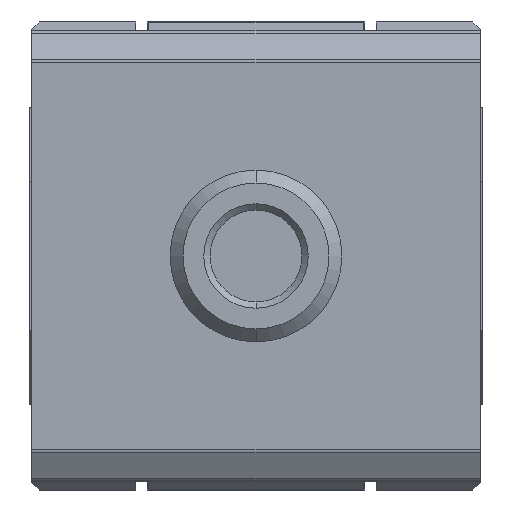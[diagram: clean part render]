
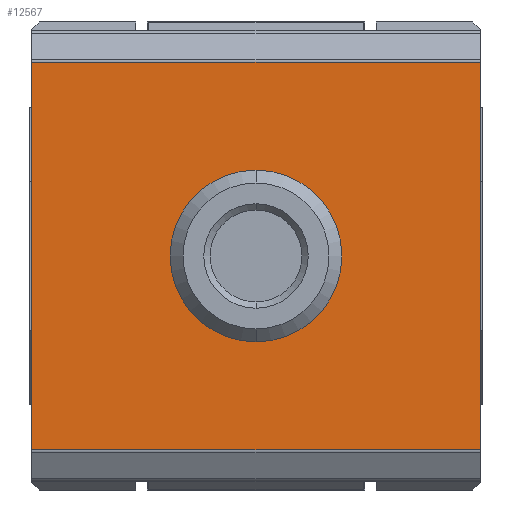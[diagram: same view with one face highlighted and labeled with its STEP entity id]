
A CAD part, front view. The second image highlights one B-rep face of the part: STEP entity #12567.
In plain terms, the highlighted planar face has unit normal (0, -1, 0).
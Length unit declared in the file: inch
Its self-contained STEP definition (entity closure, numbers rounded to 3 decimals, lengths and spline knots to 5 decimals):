
#932 = DIRECTION ( 'NONE',  ( -1., 0., 0. ) ) ;
#1190 = AXIS2_PLACEMENT_3D ( 'NONE', #11807, #29360, #37750 ) ;
#1681 = CARTESIAN_POINT ( 'NONE',  ( 0.82283, -1.00787, -0.71021 ) ) ;
#5337 = LINE ( 'NONE', #16794, #12403 ) ;
#5936 = CARTESIAN_POINT ( 'NONE',  ( 0.82283, -1.00787, 0.71021 ) ) ;
#7017 = CARTESIAN_POINT ( 'NONE',  ( 0., -1.00787, 0.31496 ) ) ;
#8210 = DIRECTION ( 'NONE',  ( 0., 0., -1. ) ) ;
#8496 = VECTOR ( 'NONE', #932, 39.37008 ) ;
#8613 = FACE_OUTER_BOUND ( 'NONE', #29746, .T. ) ;
#8711 = CARTESIAN_POINT ( 'NONE',  ( -0.82283, -1.00787, -0.71021 ) ) ;
#8978 = PLANE ( 'NONE',  #22522 ) ;
#9408 = VERTEX_POINT ( 'NONE', #7017 ) ;
#9519 = LINE ( 'NONE', #1681, #8496 ) ;
#9717 = CARTESIAN_POINT ( 'NONE',  ( 0.82283, -1.00787, 0.71021 ) ) ;
#9733 = CIRCLE ( 'NONE', #1190, 0.31496 ) ;
#11608 = VERTEX_POINT ( 'NONE', #8711 ) ;
#11807 = CARTESIAN_POINT ( 'NONE',  ( 0., -1.00787, 0. ) ) ;
#11867 = DIRECTION ( 'NONE',  ( 0., 0., 1. ) ) ;
#12027 = VECTOR ( 'NONE', #18094, 39.37008 ) ;
#12403 = VECTOR ( 'NONE', #8210, 39.37008 ) ;
#12567 = ADVANCED_FACE ( 'NONE', ( #8613, #35147 ), #8978, .F. ) ;
#12646 = CARTESIAN_POINT ( 'NONE',  ( -0.82283, -1.00787, 0.71021 ) ) ;
#13032 = AXIS2_PLACEMENT_3D ( 'NONE', #20158, #28959, #14445 ) ;
#14445 = DIRECTION ( 'NONE',  ( 0., 0., -1. ) ) ;
#16794 = CARTESIAN_POINT ( 'NONE',  ( -0.82283, -1.00787, 0.80315 ) ) ;
#18094 = DIRECTION ( 'NONE',  ( 0., 0., -1. ) ) ;
#18420 = ORIENTED_EDGE ( 'NONE', *, *, #21803, .F. ) ;
#19712 = CARTESIAN_POINT ( 'NONE',  ( 0.82283, -1.00787, 0.71021 ) ) ;
#20158 = CARTESIAN_POINT ( 'NONE',  ( 0., -1.00787, 0. ) ) ;
#21522 = CARTESIAN_POINT ( 'NONE',  ( 0.82283, -1.00787, 0.80315 ) ) ;
#21745 = ORIENTED_EDGE ( 'NONE', *, *, #22362, .F. ) ;
#21803 = EDGE_CURVE ( 'NONE', #33673, #11608, #9519, .T. ) ;
#22362 = EDGE_CURVE ( 'NONE', #35741, #27639, #31726, .T. ) ;
#22522 = AXIS2_PLACEMENT_3D ( 'NONE', #5936, #29605, #11867 ) ;
#23431 = ORIENTED_EDGE ( 'NONE', *, *, #37694, .F. ) ;
#23910 = CARTESIAN_POINT ( 'NONE',  ( 0.82283, -1.00787, -0.71021 ) ) ;
#24032 = LINE ( 'NONE', #21522, #12027 ) ;
#25998 = DIRECTION ( 'NONE',  ( 1., 0., 0. ) ) ;
#26109 = ORIENTED_EDGE ( 'NONE', *, *, #31664, .T. ) ;
#27639 = VERTEX_POINT ( 'NONE', #9717 ) ;
#27839 = EDGE_CURVE ( 'NONE', #9408, #32470, #9733, .T. ) ;
#28917 = CARTESIAN_POINT ( 'NONE',  ( 0., -1.00787, -0.31496 ) ) ;
#28959 = DIRECTION ( 'NONE',  ( 0., -1., 0. ) ) ;
#29360 = DIRECTION ( 'NONE',  ( 0., -1., 0. ) ) ;
#29605 = DIRECTION ( 'NONE',  ( 0., 1., 0. ) ) ;
#29746 = EDGE_LOOP ( 'NONE', ( #18420, #23431, #21745, #26109 ) ) ;
#30832 = ORIENTED_EDGE ( 'NONE', *, *, #27839, .F. ) ;
#31664 = EDGE_CURVE ( 'NONE', #35741, #11608, #5337, .T. ) ;
#31726 = LINE ( 'NONE', #19712, #36636 ) ;
#32081 = EDGE_CURVE ( 'NONE', #32470, #9408, #34959, .T. ) ;
#32417 = EDGE_LOOP ( 'NONE', ( #36369, #30832 ) ) ;
#32470 = VERTEX_POINT ( 'NONE', #28917 ) ;
#33673 = VERTEX_POINT ( 'NONE', #23910 ) ;
#34959 = CIRCLE ( 'NONE', #13032, 0.31496 ) ;
#35147 = FACE_BOUND ( 'NONE', #32417, .T. ) ;
#35741 = VERTEX_POINT ( 'NONE', #12646 ) ;
#36369 = ORIENTED_EDGE ( 'NONE', *, *, #32081, .F. ) ;
#36636 = VECTOR ( 'NONE', #25998, 39.37008 ) ;
#37694 = EDGE_CURVE ( 'NONE', #27639, #33673, #24032, .T. ) ;
#37750 = DIRECTION ( 'NONE',  ( 0., 0., -1. ) ) ;
